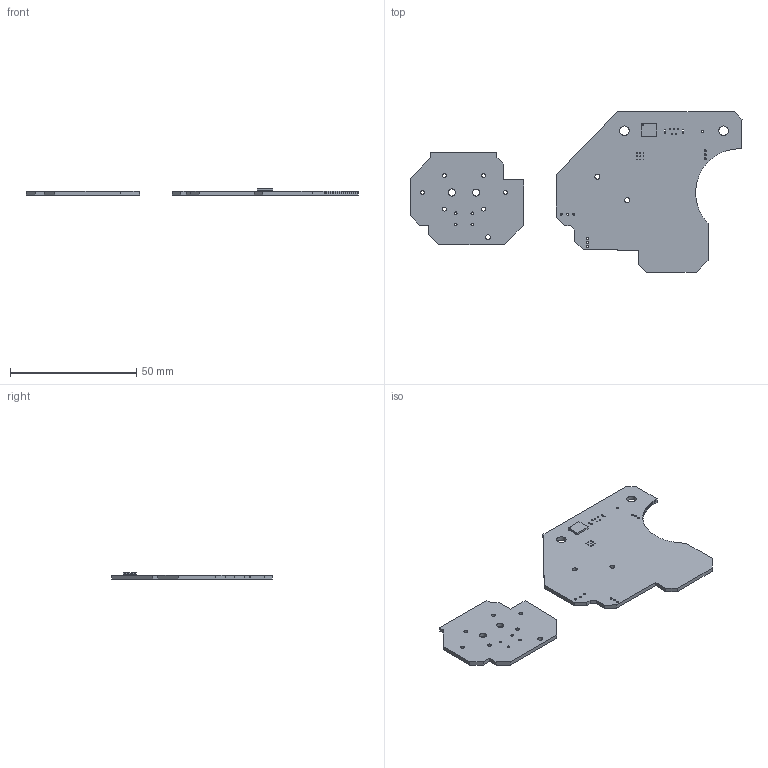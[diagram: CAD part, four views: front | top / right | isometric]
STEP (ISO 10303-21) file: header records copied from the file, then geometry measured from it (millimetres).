
FILE_DESCRIPTION(('KiCad electronic assembly'),'2;1');
FILE_NAME('Phobri64.step','2023-06-05T01:19:20',('Pcbnew'),('Kicad'), 'Open CASCADE STEP processor 7.5','KiCad to STEP converter','Unknown' );
FILE_SCHEMA(('AUTOMOTIVE_DESIGN { 1 0 10303 214 1 1 1 1 }'));
Length unit declared in the file: millimetre
Products named in the file (5): Phobri64 1; WSON-8_6X5_WIN; COMPOUND; Phobri64 PCB1; Phobri64 PCB2
Assembly tree (4 placements, depth 3):
  Phobri64 1
    WSON-8_6X5_WIN
      COMPOUND
    Phobri64 PCB1
    Phobri64 PCB2
Bounding box: 131.47 x 63.74 x 2.44 mm (x, y, z)
Volume: 7288.9 mm3; surface area: 10180.9 mm2
Topology: 13 solids, 13 shells, 241 faces, 629 edges, 414 vertices
Faces by surface type: plane 199, cylinder 42
Full cylindrical faces by diameter (mm): 0.305 x1, 0.35 x9, 0.55 x5, 0.8 x7, 0.889 x3, 1 x4, 1.5 x6, 2 x3, 2.833 x2, 3.75 x2
Entity records: 16547 total; most frequent: CARTESIAN_POINT 3046, DIRECTION 2379, LINE 1718, VECTOR 1718, ORIENTED_EDGE 1258, PCURVE 1258, DEFINITIONAL_REPRESENTATION 1258, EDGE_CURVE 629
